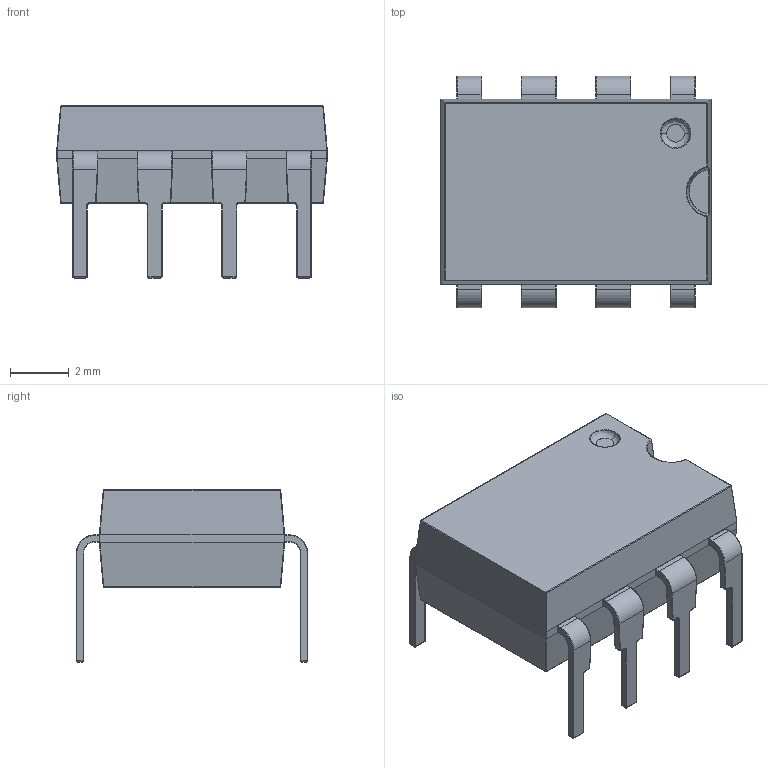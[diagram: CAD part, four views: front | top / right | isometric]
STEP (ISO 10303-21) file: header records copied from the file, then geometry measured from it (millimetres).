
FILE_DESCRIPTION (( 'STEP AP214' ), '1' );
FILE_NAME ('DIP8.STEP', '2015-10-02T12:25:37', ( '' ), ( '' ), 'SwSTEP 2.0', 'SolidWorks 2014', '' );
FILE_SCHEMA (( 'AUTOMOTIVE_DESIGN' ));
Length unit declared in the file: millimetre
Products named in the file (2): DIP8
Bounding box: 9.2 x 7.87 x 5.85 mm (x, y, z)
Volume: 190.9 mm3; surface area: 280.7 mm2
Topology: 1 solids, 1 shells, 514 faces, 1190 edges, 594 vertices
Faces by surface type: cylinder 244, bspline 160, plane 109, cone 1
Entity records: 23423 total; most frequent: CARTESIAN_POINT 7515, ORIENTED_EDGE 2192, DIRECTION 2032, EDGE_CURVE 1096, AXIS2_PLACEMENT_3D 753, VERTEX_POINT 594, LINE 526, VECTOR 526
